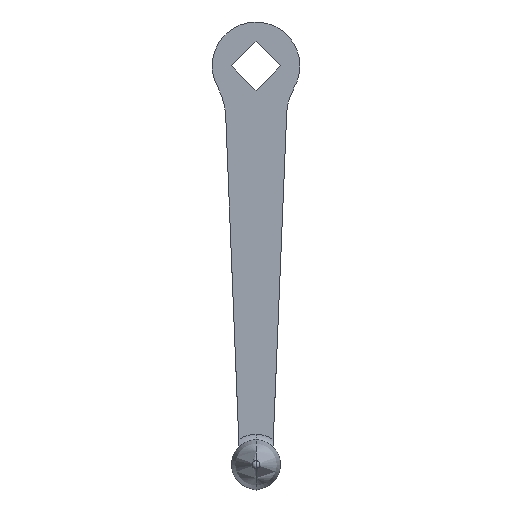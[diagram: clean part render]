
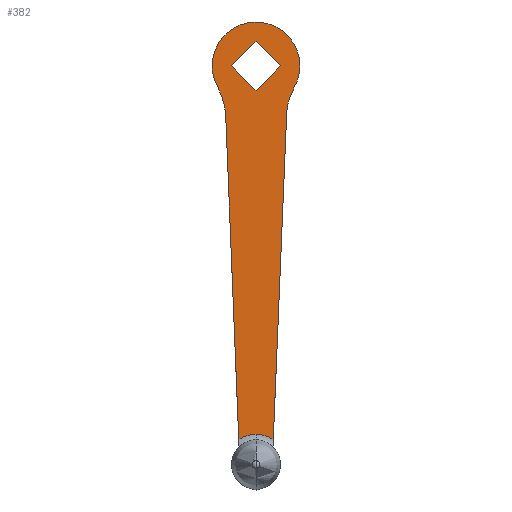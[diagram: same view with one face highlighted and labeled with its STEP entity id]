
A CAD part, front view. The second image highlights one B-rep face of the part: STEP entity #382.
In plain terms, the highlighted planar face has unit normal (0, -1, 0).
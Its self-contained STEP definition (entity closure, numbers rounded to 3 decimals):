
#190=VERTEX_POINT('',#526);
#196=EDGE_CURVE('',#266,#496,#532,.T.);
#202=VERTEX_POINT('',#538);
#218=EDGE_CURVE('',#244,#422,#555,.T.);
#234=VERTEX_POINT('',#575);
#244=VERTEX_POINT('',#585);
#256=EDGE_CURVE('',#454,#372,#597,.T.);
#262=EDGE_CURVE('',#372,#202,#604,.T.);
#264=EDGE_CURVE('',#344,#244,#606,.T.);
#266=VERTEX_POINT('',#608);
#292=VERTEX_POINT('',#637);
#344=VERTEX_POINT('',#697);
#372=VERTEX_POINT('',#728);
#382=ADVANCED_FACE('',(#740,#741),#742,.F.);
#398=EDGE_CURVE('',#266,#344,#758,.T.);
#422=VERTEX_POINT('',#785);
#424=EDGE_CURVE('',#496,#202,#787,.T.);
#454=VERTEX_POINT('',#822);
#460=EDGE_CURVE('',#422,#454,#829,.T.);
#478=EDGE_CURVE('',#292,#484,#851,.T.);
#480=EDGE_CURVE('',#190,#234,#853,.T.);
#482=EDGE_CURVE('',#484,#190,#855,.T.);
#484=VERTEX_POINT('',#857);
#496=VERTEX_POINT('',#870);
#498=EDGE_CURVE('',#234,#292,#872,.T.);
#526=CARTESIAN_POINT('',(0.,-48.0,15.556));
#532=CIRCLE('',#903,19.);
#538=CARTESIAN_POINT('',(10.827,-48.0,-234.386));
#555=CIRCLE('',#936,27.5);
#575=CARTESIAN_POINT('',(-15.556,-48.0,0.));
#585=CARTESIAN_POINT('',(-24.115,-48.0,-13.217));
#597=CIRCLE('',#995,42.);
#604=LINE('',#1003,#1004);
#606=CIRCLE('',#1007,42.);
#608=CARTESIAN_POINT('',(-10.82,-48.0,-234.382));
#637=CARTESIAN_POINT('',(0.,-48.0,-15.556));
#697=CARTESIAN_POINT('',(-19.0,-48.0,-31.282));
#728=CARTESIAN_POINT('',(19.0,-48.0,-35.525));
#740=FACE_OUTER_BOUND('',#1203,.T.);
#741=FACE_BOUND('',#1204,.T.);
#742=PLANE('',#1205);
#758=LINE('',#1225,#1226);
#785=CARTESIAN_POINT('',(-24.115,-48.0,13.217));
#787=CIRCLE('',#1291,19.);
#822=CARTESIAN_POINT('',(24.115,-48.0,-13.217));
#829=CIRCLE('',#1345,27.5);
#851=LINE('',#1371,#1372);
#853=LINE('',#1375,#1376);
#855=LINE('',#1379,#1380);
#857=CARTESIAN_POINT('',(15.556,-48.0,0.));
#870=CARTESIAN_POINT('',(0.,-48.0,-231.0));
#872=LINE('',#1403,#1404);
#903=AXIS2_PLACEMENT_3D('',#1419,#1420,#1421);
#936=AXIS2_PLACEMENT_3D('',#1442,#1443,#1444);
#995=AXIS2_PLACEMENT_3D('',#1489,#1490,#1491);
#1003=CARTESIAN_POINT('',(18.041,-48.0,-58.864));
#1004=VECTOR('',#1499,1.0);
#1007=AXIS2_PLACEMENT_3D('',#1500,#1501,#1502);
#1203=EDGE_LOOP('',(#1677,#1678,#1679,#1680,#1681,#1682,#1683,#1684));
#1204=EDGE_LOOP('',(#1685,#1686,#1687,#1688));
#1205=AXIS2_PLACEMENT_3D('',#1689,#1690,#1691);
#1225=CARTESIAN_POINT('',(-13.725,-48.0,-162.259));
#1226=VECTOR('',#1701,1.0);
#1291=AXIS2_PLACEMENT_3D('',#1734,#1735,#1736);
#1345=AXIS2_PLACEMENT_3D('',#1802,#1803,#1804);
#1371=CARTESIAN_POINT('',(-8.708,-48.0,-24.264));
#1372=VECTOR('',#1841,1.0);
#1375=CARTESIAN_POINT('',(-32.042,-48.0,-16.486));
#1376=VECTOR('',#1842,1.0);
#1379=CARTESIAN_POINT('',(24.264,-48.0,-8.708));
#1380=VECTOR('',#1843,1.0);
#1403=CARTESIAN_POINT('',(16.486,-48.0,-32.042));
#1404=VECTOR('',#1857,1.0);
#1419=CARTESIAN_POINT('',(0.,-48.0,-250.0));
#1420=DIRECTION('',(-0.0,1.0,0.0));
#1421=DIRECTION('',(0.,0.0,1.0));
#1442=CARTESIAN_POINT('',(0.0,-48.0,0.));
#1443=DIRECTION('',(0.0,1.0,0.0));
#1444=DIRECTION('',(0.877,0.0,-0.481));
#1489=CARTESIAN_POINT('',(60.946,-48.0,-33.403));
#1490=DIRECTION('',(0.0,-1.0,-0.0));
#1491=DIRECTION('',(-0.999,0.0,-0.051));
#1499=DIRECTION('',(-0.041,0.0,-0.999));
#1500=CARTESIAN_POINT('',(-60.946,-48.0,-33.403));
#1501=DIRECTION('',(0.0,-1.0,0.0));
#1502=DIRECTION('',(0.877,0.0,0.481));
#1677=ORIENTED_EDGE('',*,*,#398,.F.);
#1678=ORIENTED_EDGE('',*,*,#196,.T.);
#1679=ORIENTED_EDGE('',*,*,#424,.T.);
#1680=ORIENTED_EDGE('',*,*,#262,.F.);
#1681=ORIENTED_EDGE('',*,*,#256,.F.);
#1682=ORIENTED_EDGE('',*,*,#460,.F.);
#1683=ORIENTED_EDGE('',*,*,#218,.F.);
#1684=ORIENTED_EDGE('',*,*,#264,.F.);
#1685=ORIENTED_EDGE('',*,*,#498,.F.);
#1686=ORIENTED_EDGE('',*,*,#480,.F.);
#1687=ORIENTED_EDGE('',*,*,#482,.F.);
#1688=ORIENTED_EDGE('',*,*,#478,.F.);
#1689=CARTESIAN_POINT('',(0.,-48.0,-81.5));
#1690=DIRECTION('',(-0.0,1.0,0.0));
#1691=DIRECTION('',(0.,0.0,1.0));
#1701=DIRECTION('',(-0.04,0.0,0.999));
#1734=CARTESIAN_POINT('',(0.,-48.0,-250.0));
#1735=DIRECTION('',(-0.0,1.0,0.0));
#1736=DIRECTION('',(0.,0.0,1.0));
#1802=CARTESIAN_POINT('',(0.0,-48.0,0.));
#1803=DIRECTION('',(0.0,1.0,0.0));
#1804=DIRECTION('',(0.877,0.0,-0.481));
#1841=DIRECTION('',(0.707,0.0,0.707));
#1842=DIRECTION('',(-0.707,0.0,-0.707));
#1843=DIRECTION('',(-0.707,0.0,0.707));
#1857=DIRECTION('',(0.707,0.0,-0.707));
